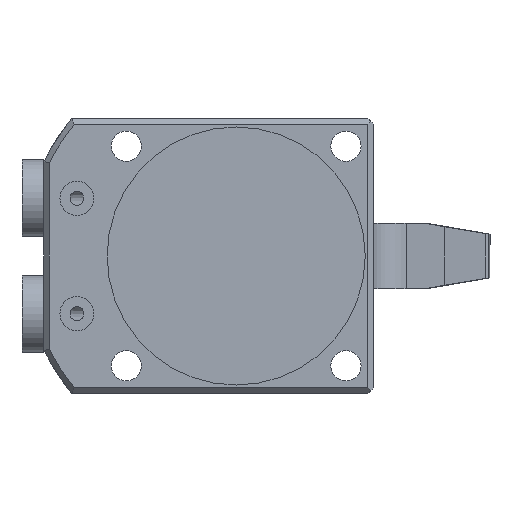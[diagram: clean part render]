
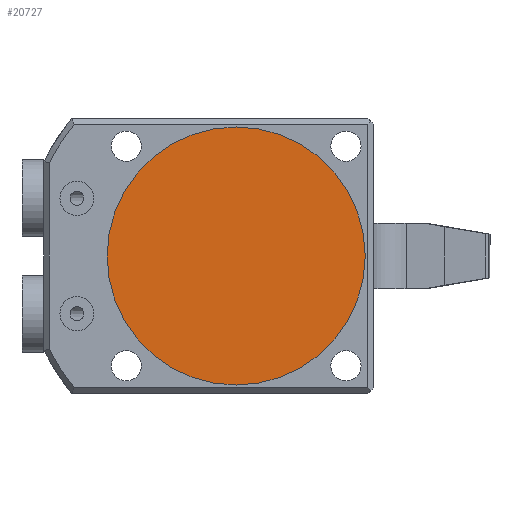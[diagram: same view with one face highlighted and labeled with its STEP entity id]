
A CAD part, front view. The second image highlights one B-rep face of the part: STEP entity #20727.
In plain terms, the highlighted planar face has unit normal (0, -1, 0).
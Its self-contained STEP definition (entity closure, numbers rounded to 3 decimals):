
#1093 = CARTESIAN_POINT ( 'NONE',  ( 741.964, 71.515, 0. ) ) ;
#1409 = ORIENTED_EDGE ( 'NONE', *, *, #12895, .F. ) ;
#2712 = CIRCLE ( 'NONE', #8357, 23.5 ) ;
#2993 = DIRECTION ( 'NONE',  ( 0., 0., 1. ) ) ;
#5226 = DIRECTION ( 'NONE',  ( 0., 1., 0. ) ) ;
#5959 = EDGE_LOOP ( 'NONE', ( #1409, #15735 ) ) ;
#8357 = AXIS2_PLACEMENT_3D ( 'NONE', #16731, #5226, #18644 ) ;
#8486 = AXIS2_PLACEMENT_3D ( 'NONE', #10973, #24391, #12890 ) ;
#8708 = FACE_OUTER_BOUND ( 'NONE', #5959, .T. ) ;
#9238 = VERTEX_POINT ( 'NONE', #15539 ) ;
#10024 = VERTEX_POINT ( 'NONE', #19520 ) ;
#10973 = CARTESIAN_POINT ( 'NONE',  ( 0., 71.515, 0. ) ) ;
#12890 = DIRECTION ( 'NONE',  ( 0., 0., 1. ) ) ;
#12895 = EDGE_CURVE ( 'NONE', #9238, #10024, #16032, .T. ) ;
#13106 = AXIS2_PLACEMENT_3D ( 'NONE', #1093, #14489, #2993 ) ;
#14489 = DIRECTION ( 'NONE',  ( 0., 1., 0. ) ) ;
#15539 = CARTESIAN_POINT ( 'NONE',  ( 741.964, 71.515, 23.5 ) ) ;
#15735 = ORIENTED_EDGE ( 'NONE', *, *, #21912, .F. ) ;
#16032 = CIRCLE ( 'NONE', #13106, 23.5 ) ;
#16696 = PLANE ( 'NONE',  #8486 ) ;
#16731 = CARTESIAN_POINT ( 'NONE',  ( 741.964, 71.515, 0. ) ) ;
#18644 = DIRECTION ( 'NONE',  ( 0., 0., 1. ) ) ;
#19520 = CARTESIAN_POINT ( 'NONE',  ( 741.964, 71.515, -23.5 ) ) ;
#20727 = ADVANCED_FACE ( 'NONE', ( #8708 ), #16696, .F. ) ;
#21912 = EDGE_CURVE ( 'NONE', #10024, #9238, #2712, .T. ) ;
#24391 = DIRECTION ( 'NONE',  ( 0., 1., 0. ) ) ;
